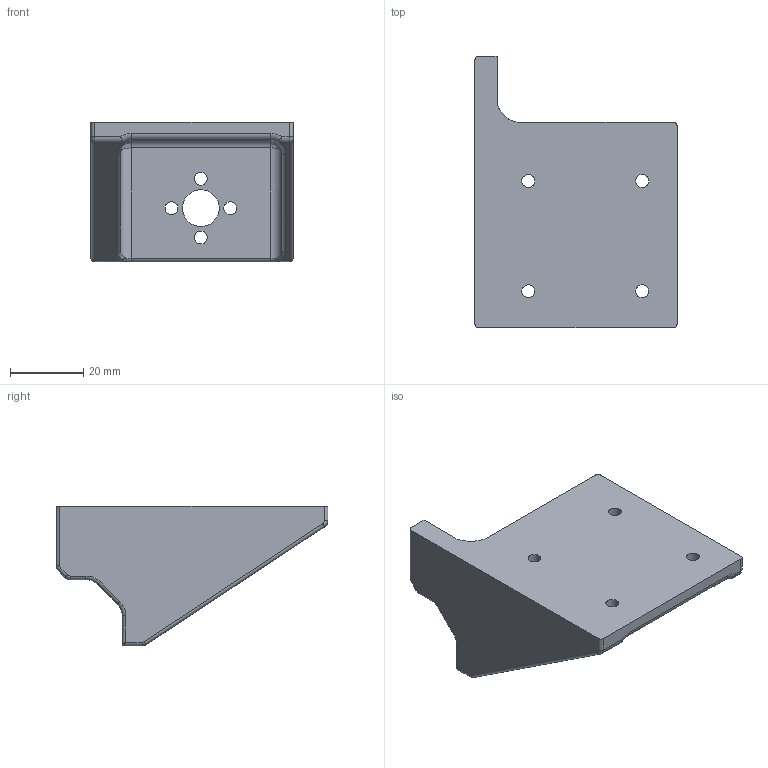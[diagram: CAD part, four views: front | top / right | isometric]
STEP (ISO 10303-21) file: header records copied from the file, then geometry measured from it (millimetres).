
FILE_DESCRIPTION(/* description */ (''),/* implementation_level */ '2;1');
FILE_NAME(/* name */ 'Y_Lead_Nut_Mount.step',/* time_stamp */ '2021-08-05T09:16:48-05:00',/* author */ (''),/* organization */ (''),/* preprocessor_version */ 'ST-DEVELOPER v18.1',/* originating_system */ 'Autodesk Translation Framework v10.9.0.1377',/* authorisation */ '');
FILE_SCHEMA (('AUTOMOTIVE_DESIGN { 1 0 10303 214 3 1 1 }'));
Length unit declared in the file: millimetre
Products named in the file (1): Y_Lead_Nut_Mount
Bounding box: 55 x 74 x 38 mm (x, y, z)
Volume: 37085 mm3; surface area: 15220.1 mm2
Topology: 1 solids, 1 shells, 113 faces, 280 edges, 167 vertices
Faces by surface type: plane 46, cylinder 41, bspline 20, torus 6
Full cylindrical faces by diameter (mm): 3.5 x8, 10 x1
Entity records: 3663 total; most frequent: CARTESIAN_POINT 962, DIRECTION 555, ORIENTED_EDGE 548, EDGE_CURVE 274, AXIS2_PLACEMENT_3D 199, VERTEX_POINT 167, LINE 157, VECTOR 157
